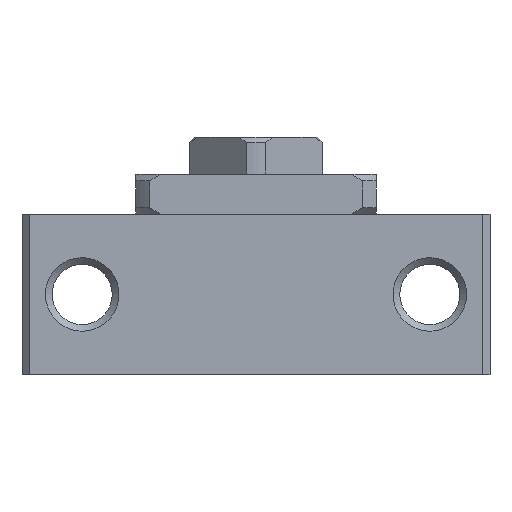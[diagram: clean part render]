
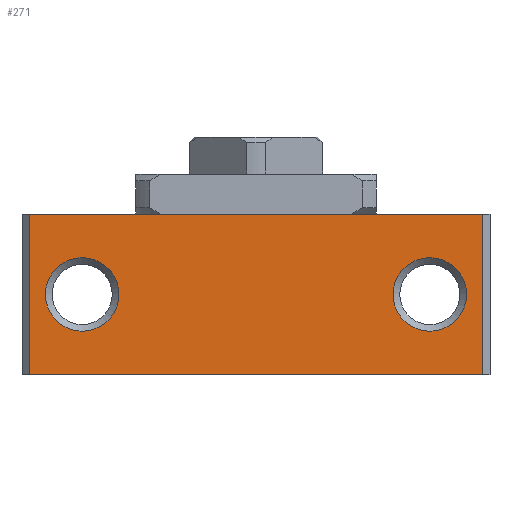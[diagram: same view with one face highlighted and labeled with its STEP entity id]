
A CAD part, front view. The second image highlights one B-rep face of the part: STEP entity #271.
In plain terms, the highlighted planar face has unit normal (0, -1, 0).
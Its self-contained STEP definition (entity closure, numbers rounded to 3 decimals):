
#271 = ADVANCED_FACE( '', ( #541, #542, #543 ), #544, .T. );
#541 = FACE_BOUND( '', #883, .T. );
#542 = FACE_BOUND( '', #884, .T. );
#543 = FACE_OUTER_BOUND( '', #885, .T. );
#544 = PLANE( '', #886 );
#883 = EDGE_LOOP( '', ( #1732 ) );
#884 = EDGE_LOOP( '', ( #1733 ) );
#885 = EDGE_LOOP( '', ( #1734, #1735, #1736, #1737 ) );
#886 = AXIS2_PLACEMENT_3D( '', #1738, #1739, #1740 );
#1732 = ORIENTED_EDGE( '', *, *, #2304, .F. );
#1733 = ORIENTED_EDGE( '', *, *, #2305, .F. );
#1734 = ORIENTED_EDGE( '', *, *, #2286, .F. );
#1735 = ORIENTED_EDGE( '', *, *, #2306, .F. );
#1736 = ORIENTED_EDGE( '', *, *, #2307, .T. );
#1737 = ORIENTED_EDGE( '', *, *, #2302, .T. );
#1738 = CARTESIAN_POINT( '', ( -33.92, -25., -24. ) );
#1739 = DIRECTION( '', ( 0., -1., 0. ) );
#1740 = DIRECTION( '', ( 0., 0., -1. ) );
#2286 = EDGE_CURVE( '', #2790, #2792, #2793, .T. );
#2302 = EDGE_CURVE( '', #2818, #2792, #2819, .T. );
#2304 = EDGE_CURVE( '', #2821, #2821, #2822, .T. );
#2305 = EDGE_CURVE( '', #2823, #2823, #2824, .T. );
#2306 = EDGE_CURVE( '', #2825, #2790, #2826, .T. );
#2307 = EDGE_CURVE( '', #2825, #2818, #2827, .T. );
#2790 = VERTEX_POINT( '', #3574 );
#2792 = VERTEX_POINT( '', #3577 );
#2793 = LINE( '', #3578, #3579 );
#2818 = VERTEX_POINT( '', #3618 );
#2819 = LINE( '', #3619, #3620 );
#2821 = VERTEX_POINT( '', #3623 );
#2822 = CIRCLE( '', #3624, 5.5 );
#2823 = VERTEX_POINT( '', #3625 );
#2824 = CIRCLE( '', #3626, 5.5 );
#2825 = VERTEX_POINT( '', #3627 );
#2826 = LINE( '', #3628, #3629 );
#2827 = LINE( '', #3630, #3631 );
#3574 = CARTESIAN_POINT( '', ( -33.92, -25., 0. ) );
#3577 = CARTESIAN_POINT( '', ( 33.92, -25., 0. ) );
#3578 = CARTESIAN_POINT( '', ( -33.92, -25., 0. ) );
#3579 = VECTOR( '', #4083, 1000. );
#3618 = CARTESIAN_POINT( '', ( 33.92, -25., -24. ) );
#3619 = CARTESIAN_POINT( '', ( 33.92, -25., -24. ) );
#3620 = VECTOR( '', #4101, 1000. );
#3623 = CARTESIAN_POINT( '', ( 26., -25., -17.5 ) );
#3624 = AXIS2_PLACEMENT_3D( '', #4103, #4104, #4105 );
#3625 = CARTESIAN_POINT( '', ( -26., -25., -17.5 ) );
#3626 = AXIS2_PLACEMENT_3D( '', #4106, #4107, #4108 );
#3627 = CARTESIAN_POINT( '', ( -33.92, -25., -24. ) );
#3628 = CARTESIAN_POINT( '', ( -33.92, -25., -24. ) );
#3629 = VECTOR( '', #4109, 1000. );
#3630 = CARTESIAN_POINT( '', ( -33.92, -25., -24. ) );
#3631 = VECTOR( '', #4110, 1000. );
#4083 = DIRECTION( '', ( 1., 0., 0. ) );
#4101 = DIRECTION( '', ( 0., 0., 1. ) );
#4103 = CARTESIAN_POINT( '', ( 26., -25., -12. ) );
#4104 = DIRECTION( '', ( 0., -1., 0. ) );
#4105 = DIRECTION( '', ( 0., 0., -1. ) );
#4106 = CARTESIAN_POINT( '', ( -26., -25., -12. ) );
#4107 = DIRECTION( '', ( 0., -1., 0. ) );
#4108 = DIRECTION( '', ( 0., 0., -1. ) );
#4109 = DIRECTION( '', ( 0., 0., 1. ) );
#4110 = DIRECTION( '', ( 1., 0., 0. ) );
